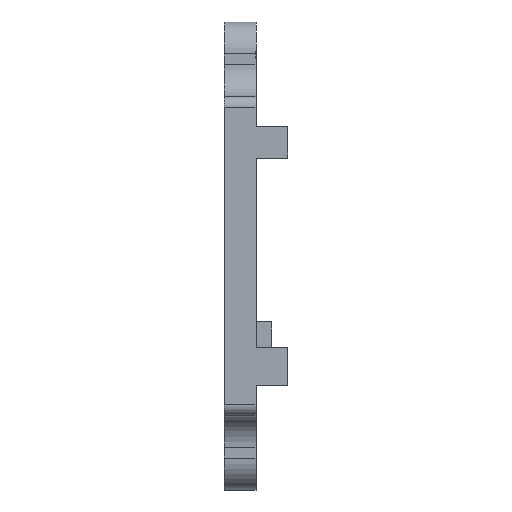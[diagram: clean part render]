
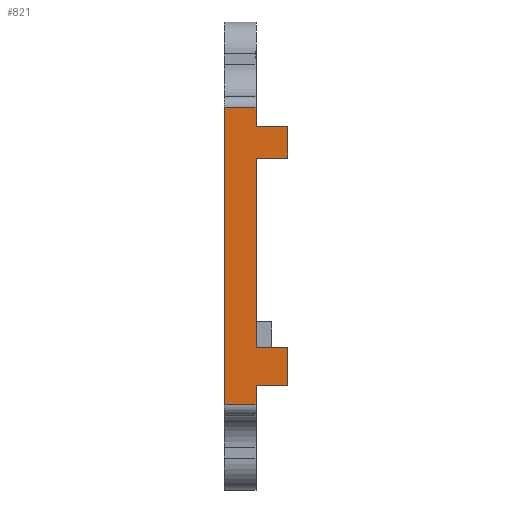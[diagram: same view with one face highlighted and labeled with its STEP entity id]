
A CAD part, front view. The second image highlights one B-rep face of the part: STEP entity #821.
In plain terms, the highlighted planar face has unit normal (0, -1, 0).
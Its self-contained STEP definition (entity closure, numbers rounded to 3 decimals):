
#87=FACE_OUTER_BOUND('',#133,.T.);
#133=EDGE_LOOP('',(#643,#644,#645,#646,#647,#648,#649,#650,#651,#652,#653,
#654));
#164=LINE('',#1179,#252);
#172=LINE('',#1194,#260);
#173=LINE('',#1196,#261);
#174=LINE('',#1199,#262);
#190=LINE('',#1255,#278);
#194=LINE('',#1262,#282);
#195=LINE('',#1273,#283);
#201=LINE('',#1284,#289);
#202=LINE('',#1286,#290);
#203=LINE('',#1291,#291);
#218=LINE('',#1325,#306);
#219=LINE('',#1327,#307);
#252=VECTOR('',#940,10.);
#260=VECTOR('',#952,10.);
#261=VECTOR('',#955,10.);
#262=VECTOR('',#958,10.);
#278=VECTOR('',#998,10.);
#282=VECTOR('',#1002,10.);
#283=VECTOR('',#1013,10.);
#289=VECTOR('',#1023,10.);
#290=VECTOR('',#1026,10.);
#291=VECTOR('',#1031,10.);
#306=VECTOR('',#1064,10.);
#307=VECTOR('',#1067,10.);
#339=VERTEX_POINT('',#1175);
#341=VERTEX_POINT('',#1178);
#345=VERTEX_POINT('',#1190);
#346=VERTEX_POINT('',#1192);
#347=VERTEX_POINT('',#1198);
#374=VERTEX_POINT('',#1252);
#375=VERTEX_POINT('',#1254);
#378=VERTEX_POINT('',#1260);
#383=VERTEX_POINT('',#1272);
#386=VERTEX_POINT('',#1282);
#388=VERTEX_POINT('',#1289);
#397=VERTEX_POINT('',#1321);
#420=EDGE_CURVE('',#339,#341,#164,.T.);
#428=EDGE_CURVE('',#345,#346,#172,.T.);
#429=EDGE_CURVE('',#341,#346,#173,.T.);
#430=EDGE_CURVE('',#345,#347,#174,.T.);
#458=EDGE_CURVE('',#374,#375,#190,.T.);
#462=EDGE_CURVE('',#378,#339,#194,.T.);
#467=EDGE_CURVE('',#375,#383,#195,.T.);
#473=EDGE_CURVE('',#378,#386,#201,.T.);
#474=EDGE_CURVE('',#383,#386,#202,.T.);
#476=EDGE_CURVE('',#388,#374,#203,.T.);
#494=EDGE_CURVE('',#347,#397,#218,.T.);
#495=EDGE_CURVE('',#397,#388,#219,.T.);
#643=ORIENTED_EDGE('',*,*,#476,.F.);
#644=ORIENTED_EDGE('',*,*,#495,.F.);
#645=ORIENTED_EDGE('',*,*,#494,.F.);
#646=ORIENTED_EDGE('',*,*,#430,.F.);
#647=ORIENTED_EDGE('',*,*,#428,.T.);
#648=ORIENTED_EDGE('',*,*,#429,.F.);
#649=ORIENTED_EDGE('',*,*,#420,.F.);
#650=ORIENTED_EDGE('',*,*,#462,.F.);
#651=ORIENTED_EDGE('',*,*,#473,.T.);
#652=ORIENTED_EDGE('',*,*,#474,.F.);
#653=ORIENTED_EDGE('',*,*,#467,.F.);
#654=ORIENTED_EDGE('',*,*,#458,.F.);
#791=PLANE('',#897);
#821=ADVANCED_FACE('',(#87),#791,.T.);
#897=AXIS2_PLACEMENT_3D('',#1326,#1065,#1066);
#940=DIRECTION('',(1.,0.,0.));
#952=DIRECTION('',(1.,0.,0.));
#955=DIRECTION('',(0.,0.,-1.));
#958=DIRECTION('',(0.,0.,-1.));
#998=DIRECTION('',(0.,0.,-1.));
#1002=DIRECTION('',(0.,0.,-1.));
#1013=DIRECTION('',(1.,0.,0.));
#1023=DIRECTION('',(1.,0.,0.));
#1026=DIRECTION('',(0.,0.,-1.));
#1031=DIRECTION('',(1.,0.,0.));
#1064=DIRECTION('',(-1.,0.,0.));
#1065=DIRECTION('center_axis',(0.,-1.,0.));
#1066=DIRECTION('ref_axis',(0.,0.,
1.));
#1067=DIRECTION('',(0.,0.,1.));
#1175=CARTESIAN_POINT('',(0.,-35.75,31.4));
#1178=CARTESIAN_POINT('',(3.,-35.75,31.4));
#1179=CARTESIAN_POINT('',(0.,-35.75,31.4));
#1190=CARTESIAN_POINT('',(0.,-35.75,27.8));
#1192=CARTESIAN_POINT('',(3.,-35.75,27.8));
#1194=CARTESIAN_POINT('',(0.,-35.75,27.8));
#1196=CARTESIAN_POINT('',(3.,-35.75,31.4));
#1198=CARTESIAN_POINT('',(0.,-35.75,26.));
#1199=CARTESIAN_POINT('',(0.,-35.75,55.));
#1252=CARTESIAN_POINT('',(0.,-35.75,54.));
#1254=CARTESIAN_POINT('',(0.,-35.75,52.2));
#1255=CARTESIAN_POINT('',(0.,-35.75,55.));
#1260=CARTESIAN_POINT('',(0.,-35.75,49.2));
#1262=CARTESIAN_POINT('',(0.,-35.75,55.));
#1272=CARTESIAN_POINT('',(3.,-35.75,52.2));
#1273=CARTESIAN_POINT('',(0.,-35.75,52.2));
#1282=CARTESIAN_POINT('',(3.,-35.75,49.2));
#1284=CARTESIAN_POINT('',(0.,-35.75,49.2));
#1286=CARTESIAN_POINT('',(3.,-35.75,49.2));
#1289=CARTESIAN_POINT('',(-3.,-35.75,54.));
#1291=CARTESIAN_POINT('',(0.,-35.75,54.));
#1321=CARTESIAN_POINT('',(-3.,-35.75,26.));
#1325=CARTESIAN_POINT('',(0.,-35.75,26.));
#1326=CARTESIAN_POINT('Origin',(0.,-35.75,25.));
#1327=CARTESIAN_POINT('',(-3.,-35.75,55.));
